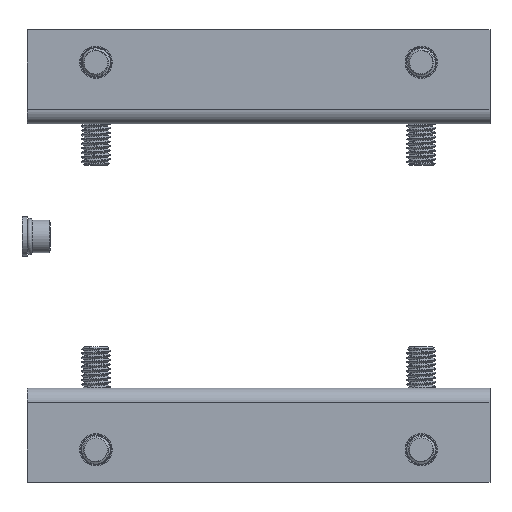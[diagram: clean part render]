
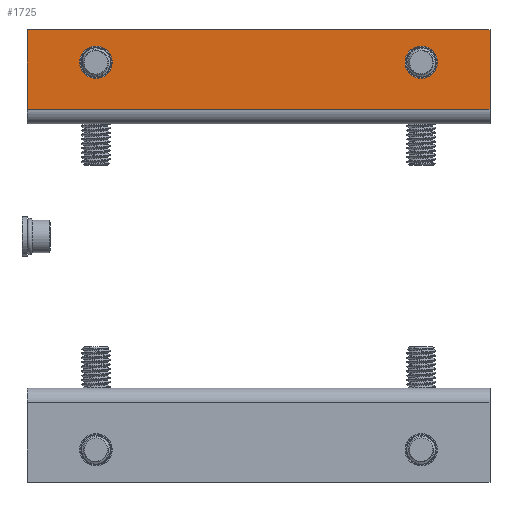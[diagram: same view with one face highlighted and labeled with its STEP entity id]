
A CAD part, front view. The second image highlights one B-rep face of the part: STEP entity #1725.
In plain terms, the highlighted planar face has unit normal (0, -1, 0).
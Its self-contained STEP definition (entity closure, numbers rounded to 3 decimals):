
#193=FACE_BOUND('',#359,.T.);
#194=FACE_BOUND('',#360,.T.);
#210=PLANE('',#1937);
#255=FACE_OUTER_BOUND('',#358,.T.);
#358=EDGE_LOOP('',(#1241,#1242,#1243,#1244));
#359=EDGE_LOOP('',(#1245,#1246));
#360=EDGE_LOOP('',(#1247,#1248));
#454=LINE('',#2580,#566);
#459=LINE('',#2600,#571);
#472=LINE('',#2645,#584);
#477=LINE('',#2663,#589);
#566=VECTOR('',#2097,203.2);
#571=VECTOR('',#2116,34.925);
#584=VECTOR('',#2159,34.925);
#589=VECTOR('',#2182,203.2);
#694=CIRCLE('',#1930,7.137);
#695=CIRCLE('',#1931,7.137);
#696=CIRCLE('',#1933,7.137);
#697=CIRCLE('',#1934,7.137);
#746=VERTEX_POINT('',#2577);
#747=VERTEX_POINT('',#2579);
#755=VERTEX_POINT('',#2599);
#772=VERTEX_POINT('',#2643);
#773=VERTEX_POINT('',#2647);
#774=VERTEX_POINT('',#2649);
#775=VERTEX_POINT('',#2653);
#776=VERTEX_POINT('',#2655);
#915=EDGE_CURVE('',#746,#747,#454,.T.);
#925=EDGE_CURVE('',#747,#755,#459,.T.);
#948=EDGE_CURVE('',#746,#772,#472,.T.);
#950=EDGE_CURVE('',#774,#773,#694,.T.);
#951=EDGE_CURVE('',#773,#774,#695,.T.);
#953=EDGE_CURVE('',#776,#775,#696,.T.);
#954=EDGE_CURVE('',#775,#776,#697,.T.);
#957=EDGE_CURVE('',#755,#772,#477,.T.);
#1241=ORIENTED_EDGE('',*,*,#915,.F.);
#1242=ORIENTED_EDGE('',*,*,#948,.T.);
#1243=ORIENTED_EDGE('',*,*,#957,.F.);
#1244=ORIENTED_EDGE('',*,*,#925,.F.);
#1245=ORIENTED_EDGE('',*,*,#950,.T.);
#1246=ORIENTED_EDGE('',*,*,#951,.T.);
#1247=ORIENTED_EDGE('',*,*,#953,.T.);
#1248=ORIENTED_EDGE('',*,*,#954,.T.);
#1725=ADVANCED_FACE('',(#255,#193,#194),#210,.T.);
#1930=AXIS2_PLACEMENT_3D('',#2650,#2163,#2164);
#1931=AXIS2_PLACEMENT_3D('',#2651,#2165,#2166);
#1933=AXIS2_PLACEMENT_3D('',#2656,#2170,#2171);
#1934=AXIS2_PLACEMENT_3D('',#2657,#2172,#2173);
#1937=AXIS2_PLACEMENT_3D('',#2662,#2180,#2181);
#2097=DIRECTION('',(-1.,0.,0.));
#2116=DIRECTION('',(0.,0.,1.));
#2159=DIRECTION('',(0.,0.,1.));
#2163=DIRECTION('center_axis',(0.,1.,0.));
#2164=DIRECTION('ref_axis',(1.,0.,0.));
#2165=DIRECTION('center_axis',(0.,1.,0.));
#2166=DIRECTION('ref_axis',(1.,0.,0.));
#2170=DIRECTION('center_axis',(0.,1.,0.));
#2171=DIRECTION('ref_axis',(1.,0.,0.));
#2172=DIRECTION('center_axis',(0.,1.,0.));
#2173=DIRECTION('ref_axis',(1.,0.,0.));
#2180=DIRECTION('center_axis',(0.,-1.,0.));
#2181=DIRECTION('ref_axis',(1.,0.,0.));
#2182=DIRECTION('',(1.,0.,0.));
#2577=CARTESIAN_POINT('',(203.2,0.,6.35));
#2579=CARTESIAN_POINT('',(0.,0.,6.35));
#2580=CARTESIAN_POINT('',(203.2,0.,6.35));
#2599=CARTESIAN_POINT('',(0.,0.,41.275));
#2600=CARTESIAN_POINT('',(0.,0.,6.35));
#2643=CARTESIAN_POINT('',(203.2,0.,41.275));
#2645=CARTESIAN_POINT('',(203.2,0.,6.35));
#2647=CARTESIAN_POINT('',(165.887,0.,27.));
#2649=CARTESIAN_POINT('',(180.162,0.,27.));
#2650=CARTESIAN_POINT('Origin',(173.025,0.,27.));
#2651=CARTESIAN_POINT('Origin',(173.025,0.,27.));
#2653=CARTESIAN_POINT('',(23.038,0.,27.));
#2655=CARTESIAN_POINT('',(37.313,0.,27.));
#2656=CARTESIAN_POINT('Origin',(30.175,0.,27.));
#2657=CARTESIAN_POINT('Origin',(30.175,0.,27.));
#2662=CARTESIAN_POINT('Origin',(0.,0.,0.));
#2663=CARTESIAN_POINT('',(0.,0.,41.275));
